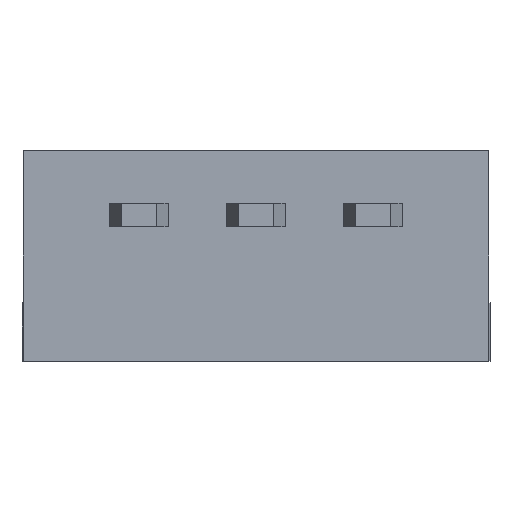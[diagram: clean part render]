
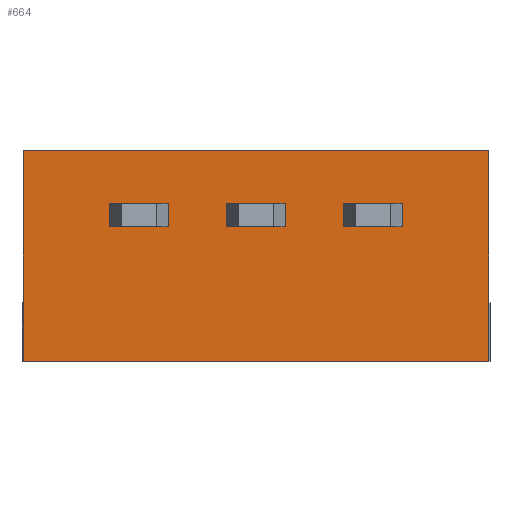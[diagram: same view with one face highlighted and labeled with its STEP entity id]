
A CAD part, front view. The second image highlights one B-rep face of the part: STEP entity #664.
In plain terms, the highlighted planar face has unit normal (0, -1, 0).
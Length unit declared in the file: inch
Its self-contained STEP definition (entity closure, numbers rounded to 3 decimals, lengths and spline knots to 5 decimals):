
#13=FACE_BOUND('',#771,.T.);
#14=FACE_BOUND('',#772,.T.);
#15=FACE_BOUND('',#773,.T.);
#664=ADVANCED_FACE('',(#716,#13,#14,#15),#1898,.T.);
#716=FACE_OUTER_BOUND('',#770,.T.);
#770=EDGE_LOOP('',(#1026,#1027,#1028,#1029));
#771=EDGE_LOOP('',(#1030,#1031,#1032,#1033));
#772=EDGE_LOOP('',(#1034,#1035,#1036,#1037));
#773=EDGE_LOOP('',(#1038,#1039,#1040,#1041));
#1026=ORIENTED_EDGE('',*,*,#1304,.F.);
#1027=ORIENTED_EDGE('',*,*,#1305,.F.);
#1028=ORIENTED_EDGE('',*,*,#1306,.F.);
#1029=ORIENTED_EDGE('',*,*,#1307,.F.);
#1030=ORIENTED_EDGE('',*,*,#1301,.F.);
#1031=ORIENTED_EDGE('',*,*,#1302,.F.);
#1032=ORIENTED_EDGE('',*,*,#1303,.F.);
#1033=ORIENTED_EDGE('',*,*,#1300,.F.);
#1034=ORIENTED_EDGE('',*,*,#1308,.F.);
#1035=ORIENTED_EDGE('',*,*,#1309,.F.);
#1036=ORIENTED_EDGE('',*,*,#1310,.F.);
#1037=ORIENTED_EDGE('',*,*,#1311,.F.);
#1038=ORIENTED_EDGE('',*,*,#1312,.F.);
#1039=ORIENTED_EDGE('',*,*,#1313,.F.);
#1040=ORIENTED_EDGE('',*,*,#1314,.F.);
#1041=ORIENTED_EDGE('',*,*,#1315,.F.);
#1300=EDGE_CURVE('',#1828,#1829,#1558,.T.);
#1301=EDGE_CURVE('',#1830,#1828,#1559,.T.);
#1302=EDGE_CURVE('',#1831,#1830,#1560,.T.);
#1303=EDGE_CURVE('',#1829,#1831,#1561,.T.);
#1304=EDGE_CURVE('',#1832,#1833,#1562,.T.);
#1305=EDGE_CURVE('',#1834,#1832,#1563,.T.);
#1306=EDGE_CURVE('',#1835,#1834,#1564,.T.);
#1307=EDGE_CURVE('',#1833,#1835,#1565,.T.);
#1308=EDGE_CURVE('',#1836,#1837,#1566,.T.);
#1309=EDGE_CURVE('',#1838,#1836,#1567,.T.);
#1310=EDGE_CURVE('',#1839,#1838,#1568,.T.);
#1311=EDGE_CURVE('',#1837,#1839,#1569,.T.);
#1312=EDGE_CURVE('',#1840,#1841,#1570,.T.);
#1313=EDGE_CURVE('',#1842,#1840,#1571,.T.);
#1314=EDGE_CURVE('',#1843,#1842,#1572,.T.);
#1315=EDGE_CURVE('',#1841,#1843,#1573,.T.);
#1558=B_SPLINE_CURVE_WITH_KNOTS('',1,(#2925,#2926),.UNSPECIFIED.,.F.,.F.,
(2,2),(-0.05,0.),.UNSPECIFIED.);
#1559=B_SPLINE_CURVE_WITH_KNOTS('',1,(#2927,#2928),.UNSPECIFIED.,.F.,.F.,
(2,2),(-0.02,0.),.UNSPECIFIED.);
#1560=B_SPLINE_CURVE_WITH_KNOTS('',1,(#2929,#2930),.UNSPECIFIED.,.F.,.F.,
(2,2),(0.,0.05),.UNSPECIFIED.);
#1561=B_SPLINE_CURVE_WITH_KNOTS('',1,(#2931,#2932),.UNSPECIFIED.,.F.,.F.,
(2,2),(0.,0.02),.UNSPECIFIED.);
#1562=B_SPLINE_CURVE_WITH_KNOTS('',1,(#2933,#2934),.UNSPECIFIED.,.F.,.F.,
(2,2),(0.,0.18),.UNSPECIFIED.);
#1563=B_SPLINE_CURVE_WITH_KNOTS('',1,(#2935,#2936),.UNSPECIFIED.,.F.,.F.,
(2,2),(0.,0.398),.UNSPECIFIED.);
#1564=B_SPLINE_CURVE_WITH_KNOTS('',1,(#2937,#2938),.UNSPECIFIED.,.F.,.F.,
(2,2),(0.,0.18),.UNSPECIFIED.);
#1565=B_SPLINE_CURVE_WITH_KNOTS('',1,(#2939,#2940),.UNSPECIFIED.,.F.,.F.,
(2,2),(0.,0.398),.UNSPECIFIED.);
#1566=B_SPLINE_CURVE_WITH_KNOTS('',1,(#2941,#2942),.UNSPECIFIED.,.F.,.F.,
(2,2),(-0.05,0.),.UNSPECIFIED.);
#1567=B_SPLINE_CURVE_WITH_KNOTS('',1,(#2943,#2944),.UNSPECIFIED.,.F.,.F.,
(2,2),(-0.02,0.),.UNSPECIFIED.);
#1568=B_SPLINE_CURVE_WITH_KNOTS('',1,(#2945,#2946),.UNSPECIFIED.,.F.,.F.,
(2,2),(0.,0.05),.UNSPECIFIED.);
#1569=B_SPLINE_CURVE_WITH_KNOTS('',1,(#2947,#2948),.UNSPECIFIED.,.F.,.F.,
(2,2),(0.,0.02),.UNSPECIFIED.);
#1570=B_SPLINE_CURVE_WITH_KNOTS('',1,(#2949,#2950),.UNSPECIFIED.,.F.,.F.,
(2,2),(-0.05,0.),.UNSPECIFIED.);
#1571=B_SPLINE_CURVE_WITH_KNOTS('',1,(#2951,#2952),.UNSPECIFIED.,.F.,.F.,
(2,2),(-0.02,0.),.UNSPECIFIED.);
#1572=B_SPLINE_CURVE_WITH_KNOTS('',1,(#2953,#2954),.UNSPECIFIED.,.F.,.F.,
(2,2),(0.,0.05),.UNSPECIFIED.);
#1573=B_SPLINE_CURVE_WITH_KNOTS('',1,(#2955,#2956),.UNSPECIFIED.,.F.,.F.,
(2,2),(0.,0.02),.UNSPECIFIED.);
#1828=VERTEX_POINT('',#2909);
#1829=VERTEX_POINT('',#2910);
#1830=VERTEX_POINT('',#2911);
#1831=VERTEX_POINT('',#2912);
#1832=VERTEX_POINT('',#2913);
#1833=VERTEX_POINT('',#2914);
#1834=VERTEX_POINT('',#2915);
#1835=VERTEX_POINT('',#2916);
#1836=VERTEX_POINT('',#2917);
#1837=VERTEX_POINT('',#2918);
#1838=VERTEX_POINT('',#2919);
#1839=VERTEX_POINT('',#2920);
#1840=VERTEX_POINT('',#2921);
#1841=VERTEX_POINT('',#2922);
#1842=VERTEX_POINT('',#2923);
#1843=VERTEX_POINT('',#2924);
#1898=PLANE('',#1968);
#1968=AXIS2_PLACEMENT_3D('',#2908,#2018,$);
#2018=DIRECTION('',(0.,-1.,0.));
#2908=CARTESIAN_POINT('',(-0.73916,0.15,-0.74336));
#2909=CARTESIAN_POINT('',(0.125,0.15,0.01));
#2910=CARTESIAN_POINT('',(0.075,0.15,0.01));
#2911=CARTESIAN_POINT('',(0.125,0.15,-0.01));
#2912=CARTESIAN_POINT('',(0.075,0.15,-0.01));
#2913=CARTESIAN_POINT('',(0.299,0.15,0.055));
#2914=CARTESIAN_POINT('',(0.299,0.15,-0.125));
#2915=CARTESIAN_POINT('',(-0.099,0.15,0.055));
#2916=CARTESIAN_POINT('',(-0.099,0.15,-0.125));
#2917=CARTESIAN_POINT('',(0.025,0.15,0.01));
#2918=CARTESIAN_POINT('',(-0.025,0.15,0.01));
#2919=CARTESIAN_POINT('',(0.025,0.15,-0.01));
#2920=CARTESIAN_POINT('',(-0.025,0.15,-0.01));
#2921=CARTESIAN_POINT('',(0.225,0.15,0.01));
#2922=CARTESIAN_POINT('',(0.175,0.15,0.01));
#2923=CARTESIAN_POINT('',(0.225,0.15,-0.01));
#2924=CARTESIAN_POINT('',(0.175,0.15,-0.01));
#2925=CARTESIAN_POINT('',(0.125,0.15,0.01));
#2926=CARTESIAN_POINT('',(0.075,0.15,0.01));
#2927=CARTESIAN_POINT('',(0.125,0.15,-0.01));
#2928=CARTESIAN_POINT('',(0.125,0.15,0.01));
#2929=CARTESIAN_POINT('',(0.075,0.15,-0.01));
#2930=CARTESIAN_POINT('',(0.125,0.15,-0.01));
#2931=CARTESIAN_POINT('',(0.075,0.15,0.01));
#2932=CARTESIAN_POINT('',(0.075,0.15,-0.01));
#2933=CARTESIAN_POINT('',(0.299,0.15,0.055));
#2934=CARTESIAN_POINT('',(0.299,0.15,-0.125));
#2935=CARTESIAN_POINT('',(-0.099,0.15,0.055));
#2936=CARTESIAN_POINT('',(0.299,0.15,0.055));
#2937=CARTESIAN_POINT('',(-0.099,0.15,-0.125));
#2938=CARTESIAN_POINT('',(-0.099,0.15,0.055));
#2939=CARTESIAN_POINT('',(0.299,0.15,-0.125));
#2940=CARTESIAN_POINT('',(-0.099,0.15,-0.125));
#2941=CARTESIAN_POINT('',(0.025,0.15,0.01));
#2942=CARTESIAN_POINT('',(-0.025,0.15,0.01));
#2943=CARTESIAN_POINT('',(0.025,0.15,-0.01));
#2944=CARTESIAN_POINT('',(0.025,0.15,0.01));
#2945=CARTESIAN_POINT('',(-0.025,0.15,-0.01));
#2946=CARTESIAN_POINT('',(0.025,0.15,-0.01));
#2947=CARTESIAN_POINT('',(-0.025,0.15,0.01));
#2948=CARTESIAN_POINT('',(-0.025,0.15,-0.01));
#2949=CARTESIAN_POINT('',(0.225,0.15,0.01));
#2950=CARTESIAN_POINT('',(0.175,0.15,0.01));
#2951=CARTESIAN_POINT('',(0.225,0.15,-0.01));
#2952=CARTESIAN_POINT('',(0.225,0.15,0.01));
#2953=CARTESIAN_POINT('',(0.175,0.15,-0.01));
#2954=CARTESIAN_POINT('',(0.225,0.15,-0.01));
#2955=CARTESIAN_POINT('',(0.175,0.15,0.01));
#2956=CARTESIAN_POINT('',(0.175,0.15,-0.01));
